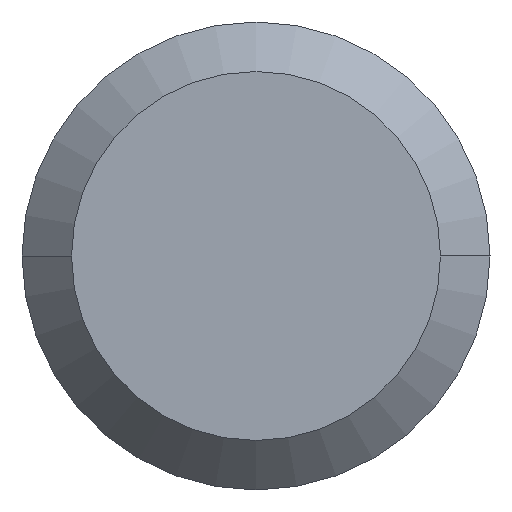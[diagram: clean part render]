
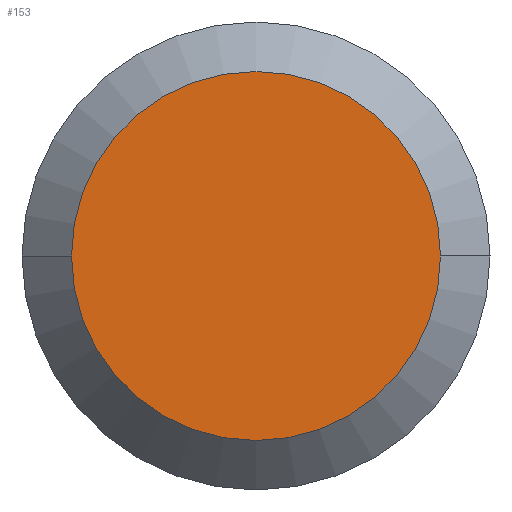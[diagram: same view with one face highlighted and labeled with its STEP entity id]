
A CAD part, left-side view. The second image highlights one B-rep face of the part: STEP entity #153.
In plain terms, the highlighted planar face has unit normal (-1, 0, 0).
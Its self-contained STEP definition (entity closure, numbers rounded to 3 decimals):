
#3 = DIRECTION ( 'NONE',  ( 0., -1., 0. ) ) ;
#24 = EDGE_CURVE ( 'NONE', #409, #160, #361, .T. ) ;
#42 = DIRECTION ( 'NONE',  ( -1., 0., 0. ) ) ;
#90 = ORIENTED_EDGE ( 'NONE', *, *, #176, .F. ) ;
#93 = CIRCLE ( 'NONE', #125, 2.365 ) ;
#94 = CARTESIAN_POINT ( 'NONE',  ( 0., 0., 0. ) ) ;
#109 = FACE_OUTER_BOUND ( 'NONE', #264, .T. ) ;
#123 = DIRECTION ( 'NONE',  ( 0., 1., 0. ) ) ;
#125 = AXIS2_PLACEMENT_3D ( 'NONE', #134, #360, #201 ) ;
#127 = DIRECTION ( 'NONE',  ( 1., 0., 0. ) ) ;
#134 = CARTESIAN_POINT ( 'NONE',  ( 0., 0., 0. ) ) ;
#153 = ADVANCED_FACE ( 'NONE', ( #109 ), #363, .T. ) ;
#160 = VERTEX_POINT ( 'NONE', #230 ) ;
#176 = EDGE_CURVE ( 'NONE', #160, #409, #93, .T. ) ;
#181 = AXIS2_PLACEMENT_3D ( 'NONE', #94, #127, #123 ) ;
#193 = AXIS2_PLACEMENT_3D ( 'NONE', #288, #42, #3 ) ;
#201 = DIRECTION ( 'NONE',  ( 0., 1., 0. ) ) ;
#230 = CARTESIAN_POINT ( 'NONE',  ( 0., -2.365, 0. ) ) ;
#257 = ORIENTED_EDGE ( 'NONE', *, *, #24, .F. ) ;
#264 = EDGE_LOOP ( 'NONE', ( #257, #90 ) ) ;
#273 = CARTESIAN_POINT ( 'NONE',  ( 0., 2.365, 0. ) ) ;
#288 = CARTESIAN_POINT ( 'NONE',  ( 0., 0., 0. ) ) ;
#360 = DIRECTION ( 'NONE',  ( 1., 0., 0. ) ) ;
#361 = CIRCLE ( 'NONE', #181, 2.365 ) ;
#363 = PLANE ( 'NONE',  #193 ) ;
#409 = VERTEX_POINT ( 'NONE', #273 ) ;
